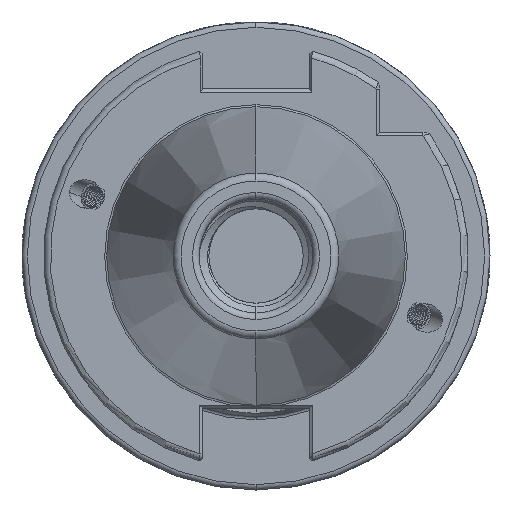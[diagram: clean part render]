
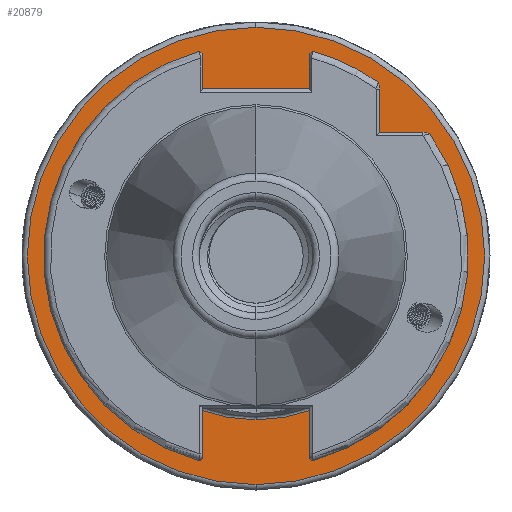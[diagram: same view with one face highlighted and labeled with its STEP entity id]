
A CAD part, left-side view. The second image highlights one B-rep face of the part: STEP entity #20879.
In plain terms, the highlighted planar face has unit normal (-1, 0, 0).
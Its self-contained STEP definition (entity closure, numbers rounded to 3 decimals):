
#959 = DIRECTION ( 'NONE',  ( 0., 0., -1. ) ) ;
#983 = CARTESIAN_POINT ( 'NONE',  ( 31.8, 0., 0. ) ) ;
#984 = DIRECTION ( 'NONE',  ( -1., 0., 0. ) ) ;
#3062 = CARTESIAN_POINT ( 'NONE',  ( 31.8, 0., 0. ) ) ;
#3064 = DIRECTION ( 'NONE',  ( 1., 0., 0. ) ) ;
#3065 = DIRECTION ( 'NONE',  ( 0., 0., -1. ) ) ;
#6737 = PLANE ( 'NONE',  #19806 ) ;
#6738 = DIRECTION ( 'NONE',  ( 1., 0., 0. ) ) ;
#6740 = DIRECTION ( 'NONE',  ( 0., 0., -1. ) ) ;
#6764 = CARTESIAN_POINT ( 'NONE',  ( 31.8, 24., 0. ) ) ;
#11495 = CARTESIAN_POINT ( 'NONE',  ( 31.8, 0., 0. ) ) ;
#11502 = DIRECTION ( 'NONE',  ( -1., 0., 0. ) ) ;
#11508 = DIRECTION ( 'NONE',  ( 0., 0., -1. ) ) ;
#14782 = EDGE_CURVE ( 'NONE', #21212, #21145, #21892, .T. ) ;
#14797 = EDGE_CURVE ( 'NONE', #21174, #21152, #21874, .T. ) ;
#15080 = AXIS2_PLACEMENT_3D ( 'NONE', #24713, #24736, #24723 ) ;
#15083 = AXIS2_PLACEMENT_3D ( 'NONE', #11495, #11502, #11508 ) ;
#15156 = EDGE_CURVE ( 'NONE', #21152, #21174, #22023, .T. ) ;
#15939 = ORIENTED_EDGE ( 'NONE', *, *, #14782, .T. ) ;
#15941 = ORIENTED_EDGE ( 'NONE', *, *, #20581, .T. ) ;
#15943 = ORIENTED_EDGE ( 'NONE', *, *, #15156, .T. ) ;
#15983 = ORIENTED_EDGE ( 'NONE', *, *, #14797, .T. ) ;
#18267 = CARTESIAN_POINT ( 'NONE',  ( 31.8, 0., 24.5 ) ) ;
#18288 = CARTESIAN_POINT ( 'NONE',  ( 31.8, 0., 34.2 ) ) ;
#18331 = CARTESIAN_POINT ( 'NONE',  ( 31.8, 0., -34.2 ) ) ;
#18369 = CARTESIAN_POINT ( 'NONE',  ( 31.8, 0., -24.5 ) ) ;
#19384 = AXIS2_PLACEMENT_3D ( 'NONE', #983, #984, #959 ) ;
#19806 = AXIS2_PLACEMENT_3D ( 'NONE', #6764, #6738, #6740 ) ;
#20362 = AXIS2_PLACEMENT_3D ( 'NONE', #3062, #3064, #3065 ) ;
#20581 = EDGE_CURVE ( 'NONE', #21145, #21212, #23804, .T. ) ;
#20879 = ADVANCED_FACE ( 'NONE', ( #24092, #24094 ), #6737, .F. ) ;
#21145 = VERTEX_POINT ( 'NONE', #18288 ) ;
#21152 = VERTEX_POINT ( 'NONE', #18267 ) ;
#21174 = VERTEX_POINT ( 'NONE', #18369 ) ;
#21212 = VERTEX_POINT ( 'NONE', #18331 ) ;
#21874 = CIRCLE ( 'NONE', #15080, 24.5 ) ;
#21892 = CIRCLE ( 'NONE', #15083, 34.2 ) ;
#22023 = CIRCLE ( 'NONE', #20362, 24.5 ) ;
#22882 = EDGE_LOOP ( 'NONE', ( #15983, #15943 ) ) ;
#23000 = EDGE_LOOP ( 'NONE', ( #15939, #15941 ) ) ;
#23804 = CIRCLE ( 'NONE', #19384, 34.2 ) ;
#24092 = FACE_OUTER_BOUND ( 'NONE', #23000, .T. ) ;
#24094 = FACE_BOUND ( 'NONE', #22882, .T. ) ;
#24713 = CARTESIAN_POINT ( 'NONE',  ( 31.8, 0., 0. ) ) ;
#24723 = DIRECTION ( 'NONE',  ( 0., 0., -1. ) ) ;
#24736 = DIRECTION ( 'NONE',  ( 1., 0., 0. ) ) ;
